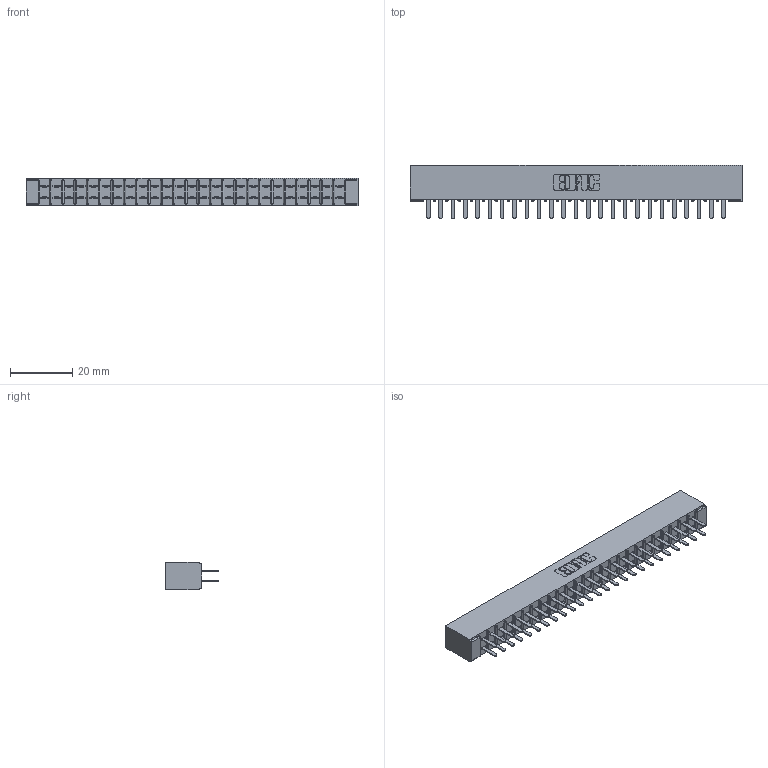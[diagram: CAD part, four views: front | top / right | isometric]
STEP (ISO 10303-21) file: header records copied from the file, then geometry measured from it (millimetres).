
FILE_DESCRIPTION (( 'STEP AP203' ), '1' );
FILE_NAME ('355-050-520-201.STEP', '2019-09-11T15:41:29', ( '' ), ( '' ), 'SwSTEP 2.0', 'SolidWorks 2016', '' );
FILE_SCHEMA (( 'CONFIG_CONTROL_DESIGN' ));
Length unit declared in the file: inch
Products named in the file (3): 355-050-520-201; 305-290-001_520; 305 Part_No Mounting
Assembly tree (51 placements, depth 2):
  355-050-520-201
    305 Part_No Mounting
    305-290-001_520  x50
Bounding box: 106.93 x 17.09 x 8.71 mm (x, y, z)
Volume: 6884.5 mm3; surface area: 13790.8 mm2
Topology: 51 solids, 51 shells, 2408 faces, 6867 edges, 4442 vertices
Faces by surface type: plane 1414, cylinder 894, sphere 100
Entity records: 28740 total; most frequent: CARTESIAN_POINT 4753, ORIENTED_EDGE 4714, DIRECTION 4609, EDGE_CURVE 2357, LINE 1893, VECTOR 1893, VERTEX_POINT 1502, AXIS2_PLACEMENT_3D 1358
